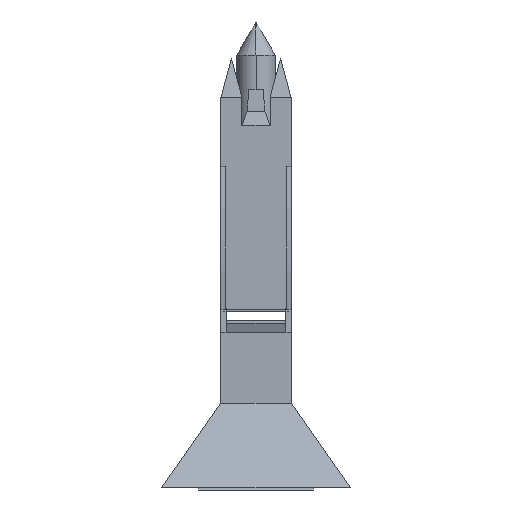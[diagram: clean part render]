
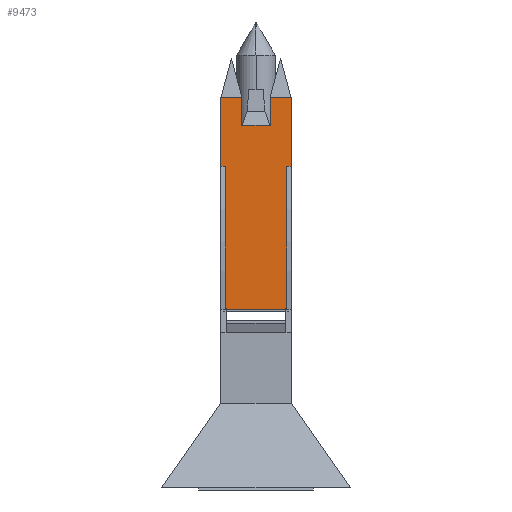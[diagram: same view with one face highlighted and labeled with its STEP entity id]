
A CAD part, front view. The second image highlights one B-rep face of the part: STEP entity #9473.
In plain terms, the highlighted planar face has unit normal (0, -1, 0).
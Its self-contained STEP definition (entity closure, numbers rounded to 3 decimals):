
#289=PLANE('',#9988);
#761=FACE_OUTER_BOUND('',#1272,.T.);
#1272=EDGE_LOOP('',(#7587,#7588,#7589,#7590,#7591,#7592,#7593,#7594,#7595,
#7596,#7597,#7598,#7599,#7600,#7601,#7602));
#2029=LINE('',#14008,#3363);
#2063=LINE('',#14091,#3397);
#2149=LINE('',#14370,#3483);
#2150=LINE('',#14404,#3484);
#2153=LINE('',#14425,#3487);
#2201=LINE('',#14523,#3535);
#2202=LINE('',#14525,#3536);
#2203=LINE('',#14527,#3537);
#2204=LINE('',#14529,#3538);
#2205=LINE('',#14531,#3539);
#2206=LINE('',#14533,#3540);
#2207=LINE('',#14535,#3541);
#2208=LINE('',#14537,#3542);
#2209=LINE('',#14539,#3543);
#2210=LINE('',#14541,#3544);
#2211=LINE('',#14542,#3545);
#3363=VECTOR('',#10985,10.);
#3397=VECTOR('',#11019,10.);
#3483=VECTOR('',#11141,10.);
#3484=VECTOR('',#11142,10.);
#3487=VECTOR('',#11147,10.);
#3535=VECTOR('',#11229,10.);
#3536=VECTOR('',#11230,10.);
#3537=VECTOR('',#11231,10.);
#3538=VECTOR('',#11232,10.);
#3539=VECTOR('',#11233,10.);
#3540=VECTOR('',#11234,10.);
#3541=VECTOR('',#11235,10.);
#3542=VECTOR('',#11236,10.);
#3543=VECTOR('',#11237,10.);
#3544=VECTOR('',#11238,10.);
#3545=VECTOR('',#11239,10.);
#4592=VERTEX_POINT('',#13996);
#4593=VERTEX_POINT('',#14007);
#4625=VERTEX_POINT('',#14072);
#4626=VERTEX_POINT('',#14089);
#4703=VERTEX_POINT('',#14359);
#4704=VERTEX_POINT('',#14403);
#4738=VERTEX_POINT('',#14522);
#4739=VERTEX_POINT('',#14524);
#4740=VERTEX_POINT('',#14526);
#4741=VERTEX_POINT('',#14528);
#4742=VERTEX_POINT('',#14530);
#4743=VERTEX_POINT('',#14532);
#4744=VERTEX_POINT('',#14534);
#4745=VERTEX_POINT('',#14536);
#4746=VERTEX_POINT('',#14538);
#4747=VERTEX_POINT('',#14540);
#5594=EDGE_CURVE('',#4592,#4593,#2029,.T.);
#5629=EDGE_CURVE('',#4626,#4625,#2063,.T.);
#5720=EDGE_CURVE('',#4592,#4703,#2149,.T.);
#5721=EDGE_CURVE('',#4704,#4625,#2150,.T.);
#5725=EDGE_CURVE('',#4703,#4704,#2153,.T.);
#5774=EDGE_CURVE('',#4626,#4738,#2201,.T.);
#5775=EDGE_CURVE('',#4739,#4738,#2202,.T.);
#5776=EDGE_CURVE('',#4739,#4740,#2203,.T.);
#5777=EDGE_CURVE('',#4740,#4741,#2204,.T.);
#5778=EDGE_CURVE('',#4741,#4742,#2205,.T.);
#5779=EDGE_CURVE('',#4743,#4742,#2206,.T.);
#5780=EDGE_CURVE('',#4743,#4744,#2207,.T.);
#5781=EDGE_CURVE('',#4744,#4745,#2208,.T.);
#5782=EDGE_CURVE('',#4745,#4746,#2209,.T.);
#5783=EDGE_CURVE('',#4747,#4746,#2210,.T.);
#5784=EDGE_CURVE('',#4747,#4593,#2211,.T.);
#7587=ORIENTED_EDGE('',*,*,#5720,.T.);
#7588=ORIENTED_EDGE('',*,*,#5725,.T.);
#7589=ORIENTED_EDGE('',*,*,#5721,.T.);
#7590=ORIENTED_EDGE('',*,*,#5629,.F.);
#7591=ORIENTED_EDGE('',*,*,#5774,.T.);
#7592=ORIENTED_EDGE('',*,*,#5775,.F.);
#7593=ORIENTED_EDGE('',*,*,#5776,.T.);
#7594=ORIENTED_EDGE('',*,*,#5777,.T.);
#7595=ORIENTED_EDGE('',*,*,#5778,.T.);
#7596=ORIENTED_EDGE('',*,*,#5779,.F.);
#7597=ORIENTED_EDGE('',*,*,#5780,.T.);
#7598=ORIENTED_EDGE('',*,*,#5781,.T.);
#7599=ORIENTED_EDGE('',*,*,#5782,.T.);
#7600=ORIENTED_EDGE('',*,*,#5783,.F.);
#7601=ORIENTED_EDGE('',*,*,#5784,.T.);
#7602=ORIENTED_EDGE('',*,*,#5594,.F.);
#9473=ADVANCED_FACE('',(#761),#289,.F.);
#9988=AXIS2_PLACEMENT_3D('',#14521,#11227,#11228);
#10985=DIRECTION('',(0.,0.,1.));
#11019=DIRECTION('',(0.,0.,1.));
#11141=DIRECTION('',(1.,0.,0.));
#11142=DIRECTION('',(-1.,0.,0.));
#11147=DIRECTION('',(0.,0.,-1.));
#11227=DIRECTION('center_axis',(0.,1.,0.));
#11228=DIRECTION('ref_axis',(0.,0.,-1.));
#11229=DIRECTION('',(1.,0.,0.));
#11230=DIRECTION('',(0.,0.,-1.));
#11231=DIRECTION('',(-1.,0.,0.));
#11232=DIRECTION('',(0.,0.,1.));
#11233=DIRECTION('',(1.,0.,0.));
#11234=DIRECTION('',(0.,0.,-1.));
#11235=DIRECTION('',(-1.,0.,0.));
#11236=DIRECTION('',(0.,0.,-1.));
#11237=DIRECTION('',(-1.,0.,0.));
#11238=DIRECTION('',(0.,0.,-1.));
#11239=DIRECTION('',(-1.,0.,0.));
#13996=CARTESIAN_POINT('',(-25.,-150.,140.921));
#14007=CARTESIAN_POINT('',(-25.,-150.,190.));
#14008=CARTESIAN_POINT('',(-25.,-150.,0.));
#14072=CARTESIAN_POINT('',(-25.,-150.,136.523));
#14089=CARTESIAN_POINT('',(-25.,-150.,39.044));
#14091=CARTESIAN_POINT('',(-25.,-150.,0.));
#14359=CARTESIAN_POINT('',(-22.,-150.,140.921));
#14370=CARTESIAN_POINT('',(-25.,-150.,140.921));
#14403=CARTESIAN_POINT('',(-22.,-150.,136.523));
#14404=CARTESIAN_POINT('',(-25.,-150.,136.523));
#14425=CARTESIAN_POINT('',(-22.,-150.,44.991));
#14521=CARTESIAN_POINT('Origin',(0.,-150.,0.));
#14522=CARTESIAN_POINT('',(25.,-150.,39.044));
#14523=CARTESIAN_POINT('',(12.5,-150.,39.044));
#14524=CARTESIAN_POINT('',(25.,-150.,136.523));
#14525=CARTESIAN_POINT('',(25.,-150.,0.));
#14526=CARTESIAN_POINT('',(22.,-150.,136.523));
#14527=CARTESIAN_POINT('',(25.,-150.,136.523));
#14528=CARTESIAN_POINT('',(22.,-150.,140.921));
#14529=CARTESIAN_POINT('',(22.,-150.,44.991));
#14530=CARTESIAN_POINT('',(25.,-150.,140.921));
#14531=CARTESIAN_POINT('',(25.,-150.,140.921));
#14532=CARTESIAN_POINT('',(25.,-150.,190.));
#14533=CARTESIAN_POINT('',(25.,-150.,0.));
#14534=CARTESIAN_POINT('',(10.,-150.,190.));
#14535=CARTESIAN_POINT('',(17.5,-150.,190.));
#14536=CARTESIAN_POINT('',(10.,-150.,170.));
#14537=CARTESIAN_POINT('',(10.,-150.,180.));
#14538=CARTESIAN_POINT('',(-10.,-150.,170.));
#14539=CARTESIAN_POINT('',(0.,-150.,170.));
#14540=CARTESIAN_POINT('',(-10.,-150.,190.));
#14541=CARTESIAN_POINT('',(-10.,-150.,180.));
#14542=CARTESIAN_POINT('',(-17.5,-150.,190.));
